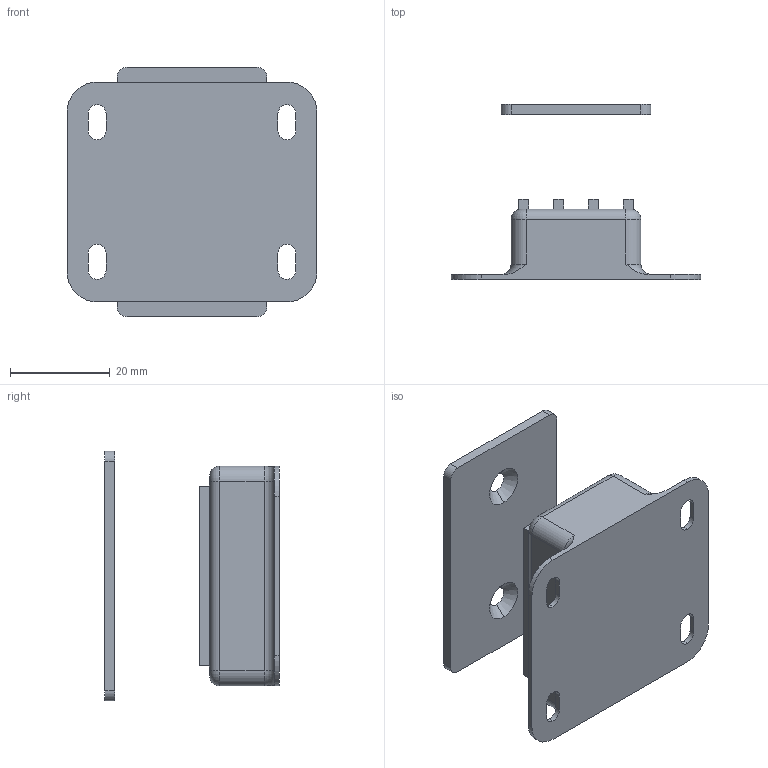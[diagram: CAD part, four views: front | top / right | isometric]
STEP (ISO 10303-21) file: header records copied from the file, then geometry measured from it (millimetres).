
FILE_DESCRIPTION (( 'STEP AP203' ), '1' );
FILE_NAME ('C-167.STEP', '2012-06-07T05:48:58', ( '11sw' ), ( 'タキゲン製造株式会社' ), 'SwSTEP 2.0', 'SolidWorks 2011', '' );
FILE_SCHEMA (( 'CONFIG_CONTROL_DESIGN' ));
Length unit declared in the file: millimetre
Products named in the file (3): C-167本体_; C-167; C-167受板_
Assembly tree (2 placements, depth 2):
  C-167
    C-167本体_
    C-167受板_
Bounding box: 50 x 35 x 50 mm (x, y, z)
Volume: 20268.4 mm3; surface area: 9870.9 mm2
Topology: 2 solids, 2 shells, 86 faces, 228 edges, 148 vertices
Faces by surface type: plane 44, cylinder 30, torus 8, cone 4
Entity records: 3041 total; most frequent: CARTESIAN_POINT 511, DIRECTION 486, ORIENTED_EDGE 456, EDGE_CURVE 228, AXIS2_PLACEMENT_3D 171, VERTEX_POINT 148, VECTOR 144, LINE 144
